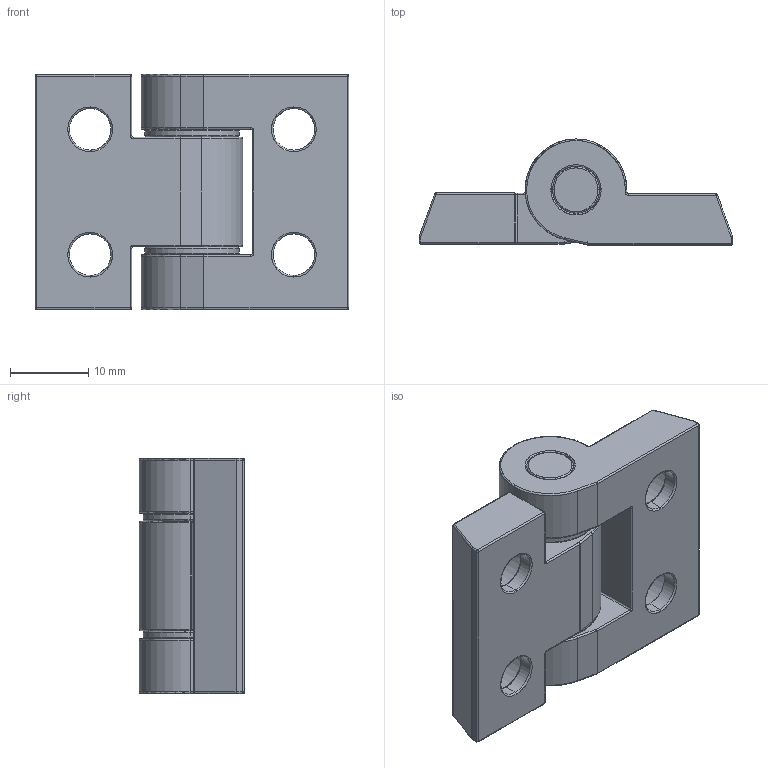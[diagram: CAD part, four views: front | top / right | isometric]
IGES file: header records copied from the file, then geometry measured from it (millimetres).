
Start section: SolidWorks IGES file using analytic representation for surfaces
Global section: file name: OH-208- 5_3D.IGS; native system: SolidWorks 2020; preprocessor: SolidWorks 2020; author: user; date: 250109.115313; units: millimetre
Bounding box: 40 x 13.5 x 30 mm (x, y, z)
Surface area: 6102.8 mm2 (no closed solid volume)
Topology: 0 solids, 0 shells, 244 faces, 2241 edges, 2214 vertices
Faces by surface type: bspline 124, revolution 120
